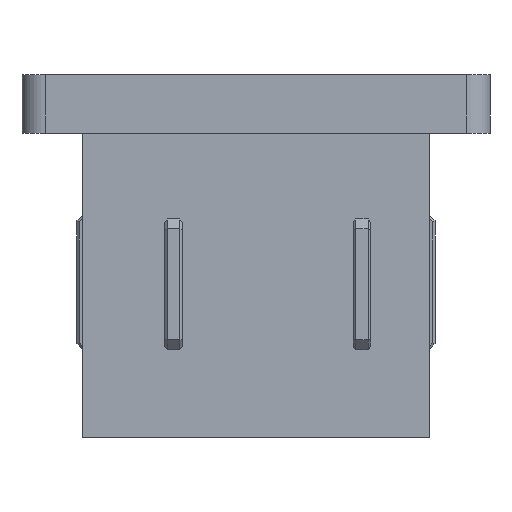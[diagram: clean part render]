
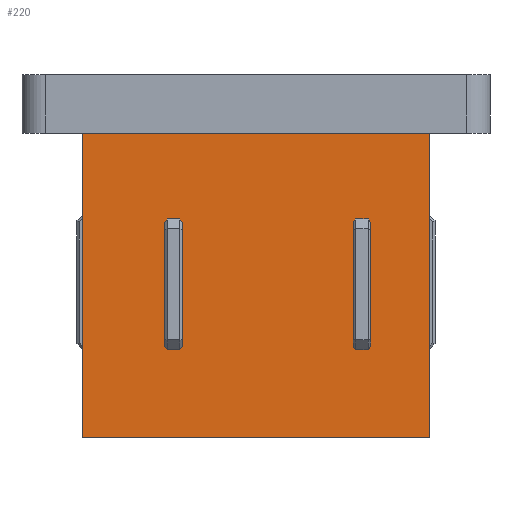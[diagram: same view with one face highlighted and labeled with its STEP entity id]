
A CAD part, front view. The second image highlights one B-rep face of the part: STEP entity #220.
In plain terms, the highlighted planar face has unit normal (0, -1, 0).
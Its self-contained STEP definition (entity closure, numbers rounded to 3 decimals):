
#220=ADVANCED_FACE('',(#473,#474,#475),#476,.T.);
#473=FACE_BOUND('',#756,.T.);
#474=FACE_BOUND('',#757,.T.);
#475=FACE_OUTER_BOUND('',#758,.T.);
#476=PLANE('',#759);
#756=EDGE_LOOP('',(#1324,#1325,#1326,#1327,#1328,#1329,#1330,#1331));
#757=EDGE_LOOP('',(#1332,#1333,#1334,#1335,#1336,#1337,#1338,#1339));
#758=EDGE_LOOP('',(#1340,#1341,#1342,#1343));
#759=AXIS2_PLACEMENT_3D('',#1344,#1345,#1346);
#1324=ORIENTED_EDGE('',*,*,#1867,.F.);
#1325=ORIENTED_EDGE('',*,*,#1799,.T.);
#1326=ORIENTED_EDGE('',*,*,#1868,.F.);
#1327=ORIENTED_EDGE('',*,*,#1792,.T.);
#1328=ORIENTED_EDGE('',*,*,#1869,.F.);
#1329=ORIENTED_EDGE('',*,*,#1786,.T.);
#1330=ORIENTED_EDGE('',*,*,#1870,.F.);
#1331=ORIENTED_EDGE('',*,*,#1779,.T.);
#1332=ORIENTED_EDGE('',*,*,#1871,.F.);
#1333=ORIENTED_EDGE('',*,*,#1773,.T.);
#1334=ORIENTED_EDGE('',*,*,#1872,.F.);
#1335=ORIENTED_EDGE('',*,*,#1766,.T.);
#1336=ORIENTED_EDGE('',*,*,#1873,.F.);
#1337=ORIENTED_EDGE('',*,*,#1760,.T.);
#1338=ORIENTED_EDGE('',*,*,#1874,.F.);
#1339=ORIENTED_EDGE('',*,*,#1753,.T.);
#1340=ORIENTED_EDGE('',*,*,#1875,.T.);
#1341=ORIENTED_EDGE('',*,*,#1652,.T.);
#1342=ORIENTED_EDGE('',*,*,#1865,.F.);
#1343=ORIENTED_EDGE('',*,*,#1876,.T.);
#1344=CARTESIAN_POINT('',(0.0,-5.921,-5.0));
#1345=DIRECTION('',(0.0,-1.0,0.0));
#1346=DIRECTION('',(0.0,0.0,-1.0));
#1652=EDGE_CURVE('',#1966,#1964,#1967,.T.);
#1753=EDGE_CURVE('',#2115,#2113,#2116,.T.);
#1760=EDGE_CURVE('',#2125,#2126,#2127,.T.);
#1766=EDGE_CURVE('',#2136,#2134,#2137,.T.);
#1773=EDGE_CURVE('',#2146,#2147,#2148,.T.);
#1779=EDGE_CURVE('',#2157,#2155,#2158,.T.);
#1786=EDGE_CURVE('',#2167,#2168,#2169,.T.);
#1792=EDGE_CURVE('',#2178,#2176,#2179,.T.);
#1799=EDGE_CURVE('',#2188,#2189,#2190,.T.);
#1865=EDGE_CURVE('',#2288,#1964,#2290,.T.);
#1867=EDGE_CURVE('',#2188,#2155,#2292,.F.);
#1868=EDGE_CURVE('',#2178,#2189,#2293,.T.);
#1869=EDGE_CURVE('',#2167,#2176,#2294,.F.);
#1870=EDGE_CURVE('',#2157,#2168,#2295,.T.);
#1871=EDGE_CURVE('',#2146,#2113,#2296,.F.);
#1872=EDGE_CURVE('',#2136,#2147,#2297,.T.);
#1873=EDGE_CURVE('',#2125,#2134,#2298,.F.);
#1874=EDGE_CURVE('',#2115,#2126,#2299,.T.);
#1875=EDGE_CURVE('',#2300,#1966,#2301,.T.);
#1876=EDGE_CURVE('',#2288,#2300,#2302,.T.);
#1964=VERTEX_POINT('',#2407);
#1966=VERTEX_POINT('',#2410);
#1967=LINE('',#2411,#2412);
#2113=VERTEX_POINT('',#2631);
#2115=VERTEX_POINT('',#2634);
#2116=LINE('',#2635,#2636);
#2125=VERTEX_POINT('',#2649);
#2126=VERTEX_POINT('',#2650);
#2127=LINE('',#2651,#2652);
#2134=VERTEX_POINT('',#2662);
#2136=VERTEX_POINT('',#2665);
#2137=LINE('',#2666,#2667);
#2146=VERTEX_POINT('',#2680);
#2147=VERTEX_POINT('',#2681);
#2148=LINE('',#2682,#2683);
#2155=VERTEX_POINT('',#2693);
#2157=VERTEX_POINT('',#2696);
#2158=LINE('',#2697,#2698);
#2167=VERTEX_POINT('',#2711);
#2168=VERTEX_POINT('',#2712);
#2169=LINE('',#2713,#2714);
#2176=VERTEX_POINT('',#2724);
#2178=VERTEX_POINT('',#2727);
#2179=LINE('',#2728,#2729);
#2188=VERTEX_POINT('',#2742);
#2189=VERTEX_POINT('',#2743);
#2190=LINE('',#2744,#2745);
#2288=VERTEX_POINT('',#2883);
#2290=LINE('',#2886,#2887);
#2292=LINE('',#2889,#2890);
#2293=LINE('',#2891,#2892);
#2294=LINE('',#2893,#2894);
#2295=LINE('',#2895,#2896);
#2296=LINE('',#2897,#2898);
#2297=LINE('',#2899,#2900);
#2298=LINE('',#2901,#2902);
#2299=LINE('',#2903,#2904);
#2300=VERTEX_POINT('',#2905);
#2301=LINE('',#2906,#2907);
#2302=LINE('',#2908,#2909);
#2407=CARTESIAN_POINT('',(14.801,-5.921,-31.0));
#2410=CARTESIAN_POINT('',(-14.801,-5.921,-31.0));
#2411=CARTESIAN_POINT('',(0.0,-5.921,-31.0));
#2412=VECTOR('',#2991,1.0);
#2631=CARTESIAN_POINT('',(-7.601,-5.921,-12.333));
#2634=CARTESIAN_POINT('',(-7.801,-5.921,-12.616));
#2635=CARTESIAN_POINT('',(-7.772,-5.921,-12.575));
#2636=VECTOR('',#3072,1.0);
#2649=CARTESIAN_POINT('',(-7.601,-5.921,-23.492));
#2650=CARTESIAN_POINT('',(-7.801,-5.921,-23.209));
#2651=CARTESIAN_POINT('',(-10.718,-5.921,-19.084));
#2652=VECTOR('',#3077,1.0);
#2662=CARTESIAN_POINT('',(-6.501,-5.921,-23.492));
#2665=CARTESIAN_POINT('',(-6.301,-5.921,-23.209));
#2666=CARTESIAN_POINT('',(-3.384,-5.921,-19.084));
#2667=VECTOR('',#3082,1.0);
#2680=CARTESIAN_POINT('',(-6.501,-5.921,-12.333));
#2681=CARTESIAN_POINT('',(-6.301,-5.921,-12.616));
#2682=CARTESIAN_POINT('',(-6.331,-5.921,-12.575));
#2683=VECTOR('',#3087,1.0);
#2693=CARTESIAN_POINT('',(8.501,-5.921,-12.333));
#2696=CARTESIAN_POINT('',(8.301,-5.921,-12.616));
#2697=CARTESIAN_POINT('',(8.331,-5.921,-12.575));
#2698=VECTOR('',#3092,1.0);
#2711=CARTESIAN_POINT('',(8.501,-5.921,-23.492));
#2712=CARTESIAN_POINT('',(8.301,-5.921,-23.209));
#2713=CARTESIAN_POINT('',(5.384,-5.921,-19.084));
#2714=VECTOR('',#3097,1.0);
#2724=CARTESIAN_POINT('',(9.601,-5.921,-23.492));
#2727=CARTESIAN_POINT('',(9.801,-5.921,-23.209));
#2728=CARTESIAN_POINT('',(12.718,-5.921,-19.084));
#2729=VECTOR('',#3102,1.0);
#2742=CARTESIAN_POINT('',(9.601,-5.921,-12.333));
#2743=CARTESIAN_POINT('',(9.801,-5.921,-12.616));
#2744=CARTESIAN_POINT('',(9.772,-5.921,-12.575));
#2745=VECTOR('',#3107,1.0);
#2883=CARTESIAN_POINT('',(14.801,-5.921,-5.0));
#2886=CARTESIAN_POINT('',(14.801,-5.921,-5.0));
#2887=VECTOR('',#3176,1.0);
#2889=CARTESIAN_POINT('',(0.,-5.921,-12.333));
#2890=VECTOR('',#3177,1.0);
#2891=CARTESIAN_POINT('',(9.801,-5.921,-5.0));
#2892=VECTOR('',#3178,1.0);
#2893=CARTESIAN_POINT('',(0.,-5.921,-23.492));
#2894=VECTOR('',#3179,1.0);
#2895=CARTESIAN_POINT('',(8.301,-5.921,-5.0));
#2896=VECTOR('',#3180,1.0);
#2897=CARTESIAN_POINT('',(0.,-5.921,-12.333));
#2898=VECTOR('',#3181,1.0);
#2899=CARTESIAN_POINT('',(-6.301,-5.921,-5.0));
#2900=VECTOR('',#3182,1.0);
#2901=CARTESIAN_POINT('',(0.,-5.921,-23.492));
#2902=VECTOR('',#3183,1.0);
#2903=CARTESIAN_POINT('',(-7.801,-5.921,-5.0));
#2904=VECTOR('',#3184,1.0);
#2905=CARTESIAN_POINT('',(-14.801,-5.921,-5.0));
#2906=CARTESIAN_POINT('',(-14.801,-5.921,-5.0));
#2907=VECTOR('',#3185,1.0);
#2908=CARTESIAN_POINT('',(0.0,-5.921,-5.0));
#2909=VECTOR('',#3186,1.0);
#2991=DIRECTION('',(1.0,0.0,0.0));
#3072=DIRECTION('',(0.577,0.0,0.816));
#3077=DIRECTION('',(-0.577,0.0,0.816));
#3082=DIRECTION('',(-0.577,0.0,-0.816));
#3087=DIRECTION('',(0.577,0.0,-0.816));
#3092=DIRECTION('',(0.577,0.0,0.816));
#3097=DIRECTION('',(-0.577,0.0,0.816));
#3102=DIRECTION('',(-0.577,0.0,-0.816));
#3107=DIRECTION('',(0.577,0.0,-0.816));
#3176=DIRECTION('',(0.0,0.0,-1.0));
#3177=DIRECTION('',(1.0,0.0,0.));
#3178=DIRECTION('',(-0.0,0.0,1.0));
#3179=DIRECTION('',(-1.0,0.0,0.));
#3180=DIRECTION('',(0.0,0.0,-1.0));
#3181=DIRECTION('',(1.0,0.0,0.));
#3182=DIRECTION('',(0.0,0.0,1.0));
#3183=DIRECTION('',(-1.0,0.0,0.));
#3184=DIRECTION('',(0.0,0.0,-1.0));
#3185=DIRECTION('',(0.0,0.0,-1.0));
#3186=DIRECTION('',(-1.0,-0.0,-0.0));
